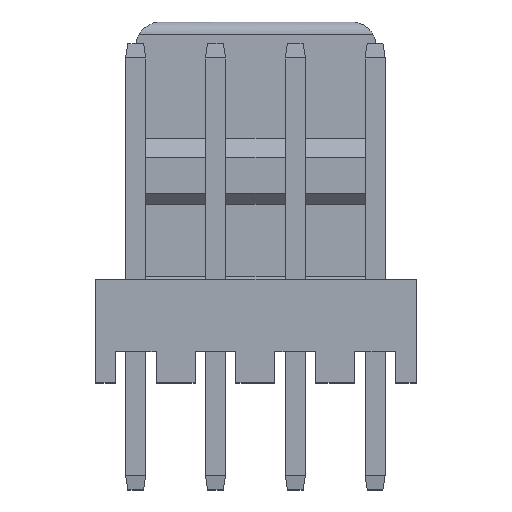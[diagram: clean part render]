
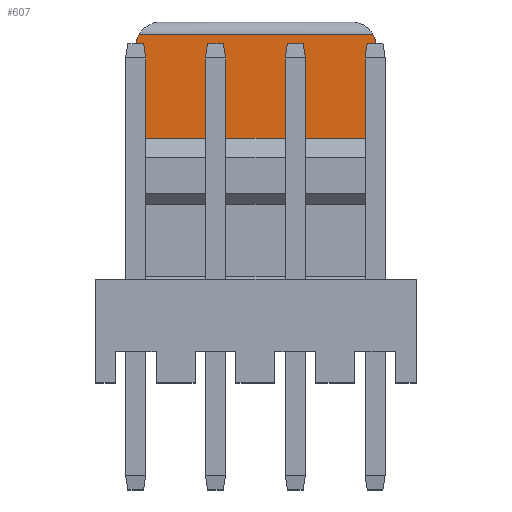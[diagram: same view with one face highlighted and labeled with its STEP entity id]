
A CAD part, top view. The second image highlights one B-rep face of the part: STEP entity #607.
In plain terms, the highlighted planar face has unit normal (0, 0, 1).
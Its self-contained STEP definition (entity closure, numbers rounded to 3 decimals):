
#75 = DIRECTION ( 'NONE',  ( 0., 1., 0. ) ) ;
#122 = DIRECTION ( 'NONE',  ( -1., 0., 0. ) ) ;
#127 = AXIS2_PLACEMENT_3D ( 'NONE', #272, #445, #2284 ) ;
#272 = CARTESIAN_POINT ( 'NONE',  ( 3.03, 9.05, -1.95 ) ) ;
#443 = LINE ( 'NONE', #560, #2353 ) ;
#445 = DIRECTION ( 'NONE',  ( 0., 0., 1. ) ) ;
#457 = EDGE_CURVE ( 'NONE', #1525, #1996, #443, .T. ) ;
#463 = CARTESIAN_POINT ( 'NONE',  ( -3.83, 6.15, -1.95 ) ) ;
#494 = ORIENTED_EDGE ( 'NONE', *, *, #1516, .T. ) ;
#509 = ORIENTED_EDGE ( 'NONE', *, *, #1763, .T. ) ;
#539 = EDGE_CURVE ( 'NONE', #1243, #941, #1570, .T. ) ;
#560 = CARTESIAN_POINT ( 'NONE',  ( 3.83, 9.85, -1.95 ) ) ;
#570 = ORIENTED_EDGE ( 'NONE', *, *, #539, .T. ) ;
#607 = ADVANCED_FACE ( 'NONE', ( #2149 ), #2285, .F. ) ;
#672 = CARTESIAN_POINT ( 'NONE',  ( -3.83, 6.15, -1.95 ) ) ;
#712 = CARTESIAN_POINT ( 'NONE',  ( -3.83, 9.05, -1.95 ) ) ;
#715 = VECTOR ( 'NONE', #2147, 1000. ) ;
#748 = ORIENTED_EDGE ( 'NONE', *, *, #1632, .T. ) ;
#848 = LINE ( 'NONE', #2341, #2187 ) ;
#941 = VERTEX_POINT ( 'NONE', #712 ) ;
#1026 = CARTESIAN_POINT ( 'NONE',  ( -3.83, 9.85, -1.95 ) ) ;
#1031 = VECTOR ( 'NONE', #1754, 1000. ) ;
#1033 = CARTESIAN_POINT ( 'NONE',  ( 3.83, 6.15, -1.95 ) ) ;
#1165 = EDGE_CURVE ( 'NONE', #1300, #1243, #848, .T. ) ;
#1217 = ORIENTED_EDGE ( 'NONE', *, *, #457, .F. ) ;
#1243 = VERTEX_POINT ( 'NONE', #1289 ) ;
#1266 = AXIS2_PLACEMENT_3D ( 'NONE', #2256, #1900, #2054 ) ;
#1289 = CARTESIAN_POINT ( 'NONE',  ( -3.723, 9.45, -1.95 ) ) ;
#1300 = VERTEX_POINT ( 'NONE', #1637 ) ;
#1362 = DIRECTION ( 'NONE',  ( 0., 0., -1. ) ) ;
#1516 = EDGE_CURVE ( 'NONE', #941, #1845, #1579, .T. ) ;
#1525 = VERTEX_POINT ( 'NONE', #1574 ) ;
#1539 = ORIENTED_EDGE ( 'NONE', *, *, #1165, .T. ) ;
#1570 = CIRCLE ( 'NONE', #1266, 0.8 ) ;
#1574 = CARTESIAN_POINT ( 'NONE',  ( 3.83, 9.05, -1.95 ) ) ;
#1579 = LINE ( 'NONE', #1026, #715 ) ;
#1632 = EDGE_CURVE ( 'NONE', #1845, #1996, #1965, .T. ) ;
#1637 = CARTESIAN_POINT ( 'NONE',  ( 3.723, 9.45, -1.95 ) ) ;
#1730 = EDGE_LOOP ( 'NONE', ( #509, #1539, #570, #494, #748, #1217 ) ) ;
#1754 = DIRECTION ( 'NONE',  ( 1., 0., 0. ) ) ;
#1763 = EDGE_CURVE ( 'NONE', #1525, #1300, #1850, .T. ) ;
#1845 = VERTEX_POINT ( 'NONE', #463 ) ;
#1850 = CIRCLE ( 'NONE', #127, 0.8 ) ;
#1893 = DIRECTION ( 'NONE',  ( 0., -1., 0. ) ) ;
#1900 = DIRECTION ( 'NONE',  ( 0., 0., 1. ) ) ;
#1915 = CARTESIAN_POINT ( 'NONE',  ( 3.83, 9.85, -1.95 ) ) ;
#1965 = LINE ( 'NONE', #672, #1031 ) ;
#1996 = VERTEX_POINT ( 'NONE', #1033 ) ;
#2054 = DIRECTION ( 'NONE',  ( 0., 1., 0. ) ) ;
#2081 = AXIS2_PLACEMENT_3D ( 'NONE', #1915, #1362, #75 ) ;
#2147 = DIRECTION ( 'NONE',  ( 0., -1., 0. ) ) ;
#2149 = FACE_OUTER_BOUND ( 'NONE', #1730, .T. ) ;
#2187 = VECTOR ( 'NONE', #122, 1000. ) ;
#2256 = CARTESIAN_POINT ( 'NONE',  ( -3.03, 9.05, -1.95 ) ) ;
#2284 = DIRECTION ( 'NONE',  ( 0., 1., 0. ) ) ;
#2285 = PLANE ( 'NONE',  #2081 ) ;
#2341 = CARTESIAN_POINT ( 'NONE',  ( 3.83, 9.45, -1.95 ) ) ;
#2353 = VECTOR ( 'NONE', #1893, 1000. ) ;
